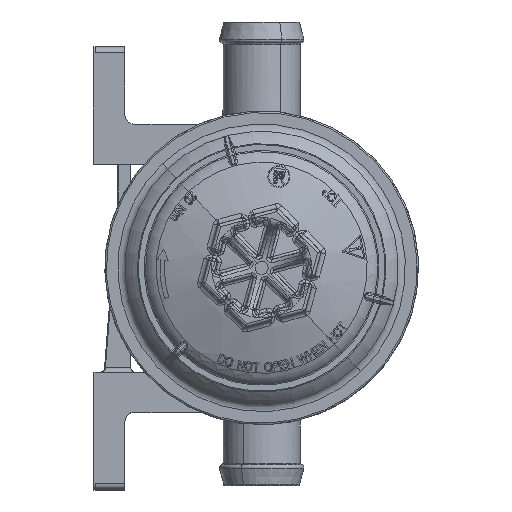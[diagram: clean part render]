
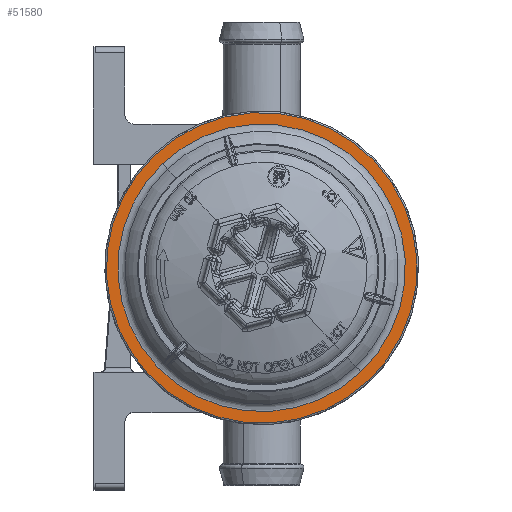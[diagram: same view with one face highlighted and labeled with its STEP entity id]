
A CAD part, top view. The second image highlights one B-rep face of the part: STEP entity #51580.
In plain terms, the highlighted planar face has unit normal (0, 0, 1).
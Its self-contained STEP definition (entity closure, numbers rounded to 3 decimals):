
#51193=AXIS2_PLACEMENT_3D('Circle Axis2P3D',#51191,#51192,$) ;
#51224=AXIS2_PLACEMENT_3D('Circle Axis2P3D',#51222,#51223,$) ;
#51556=AXIS2_PLACEMENT_3D('Plane Axis2P3D',#51553,#51554,#51555) ;
#51560=AXIS2_PLACEMENT_3D('Circle Axis2P3D',#51558,#51559,$) ;
#51569=AXIS2_PLACEMENT_3D('Circle Axis2P3D',#51567,#51568,$) ;
#51188=CARTESIAN_POINT('Vertex',(33.396,-35.01,2.5)) ;
#51191=CARTESIAN_POINT('Axis2P3D Location',(0.,0.,2.5)) ;
#51195=CARTESIAN_POINT('Vertex',(-33.396,35.01,2.5)) ;
#51222=CARTESIAN_POINT('Axis2P3D Location',(0.,0.,2.5)) ;
#51553=CARTESIAN_POINT('Axis2P3D Location',(-13.666,51.001,2.5)) ;
#51558=CARTESIAN_POINT('Axis2P3D Location',(0.,0.,2.5)) ;
#51562=CARTESIAN_POINT('Vertex',(-36.087,37.831,2.5)) ;
#51564=CARTESIAN_POINT('Vertex',(36.087,-37.831,2.5)) ;
#51567=CARTESIAN_POINT('Axis2P3D Location',(0.,0.,2.5)) ;
#51192=DIRECTION('Axis2P3D Direction',(0.,0.,1.)) ;
#51223=DIRECTION('Axis2P3D Direction',(0.,-0.,1.)) ;
#51554=DIRECTION('Axis2P3D Direction',(0.,-0.,1.)) ;
#51555=DIRECTION('Axis2P3D XDirection',(0.966,0.259,0.)) ;
#51559=DIRECTION('Axis2P3D Direction',(0.,-0.,1.)) ;
#51568=DIRECTION('Axis2P3D Direction',(0.,-0.,1.)) ;
#51573=ORIENTED_EDGE('',*,*,#51566,.T.) ;
#51574=ORIENTED_EDGE('',*,*,#51571,.T.) ;
#51577=ORIENTED_EDGE('',*,*,#51226,.T.) ;
#51578=ORIENTED_EDGE('',*,*,#51197,.T.) ;
#51579=FACE_BOUND('',#51576,.T.) ;
#51580=ADVANCED_FACE('HOUSING             S 95x3__210.0.1\\Gehaeuse mit Stutzen DIN 3021 A 26',(#51575,#51579),#51557,.T.) ;
#51194=CIRCLE('generated circle',#51193,48.384) ;
#51225=CIRCLE('generated circle',#51224,48.384) ;
#51561=CIRCLE('generated circle',#51560,52.283) ;
#51570=CIRCLE('generated circle',#51569,52.283) ;
#51197=EDGE_CURVE('',#51196,#51189,#51194,.F.) ;
#51226=EDGE_CURVE('',#51189,#51196,#51225,.F.) ;
#51566=EDGE_CURVE('',#51563,#51565,#51561,.T.) ;
#51571=EDGE_CURVE('',#51565,#51563,#51570,.T.) ;
#51572=EDGE_LOOP('',(#51573,#51574)) ;
#51576=EDGE_LOOP('',(#51577,#51578)) ;
#51575=FACE_OUTER_BOUND('',#51572,.T.) ;
#51557=PLANE('',#51556) ;
#51189=VERTEX_POINT('',#51188) ;
#51196=VERTEX_POINT('',#51195) ;
#51563=VERTEX_POINT('',#51562) ;
#51565=VERTEX_POINT('',#51564) ;
